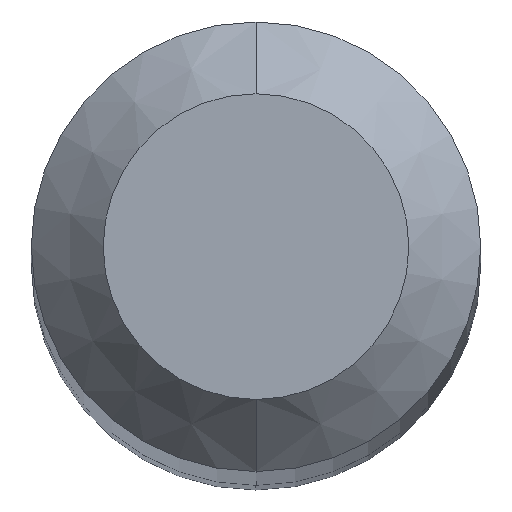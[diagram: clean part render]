
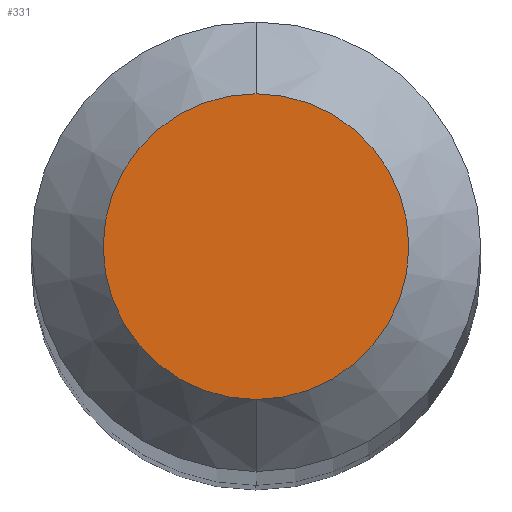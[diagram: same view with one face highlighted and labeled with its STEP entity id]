
A CAD part, top view. The second image highlights one B-rep face of the part: STEP entity #331.
In plain terms, the highlighted planar face has unit normal (0, 0, 1).
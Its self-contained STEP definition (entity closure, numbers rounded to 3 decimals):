
#26 = CARTESIAN_POINT ( 'NONE',  ( 0., -0.425, 30. ) ) ;
#39 = DIRECTION ( 'NONE',  ( 0., 1., 0. ) ) ;
#54 = CIRCLE ( 'NONE', #197, 0.425 ) ;
#95 = EDGE_CURVE ( 'NONE', #203, #196, #54, .T. ) ;
#103 = DIRECTION ( 'NONE',  ( 0., 0., -1. ) ) ;
#109 = CARTESIAN_POINT ( 'NONE',  ( 0., 0.425, 30. ) ) ;
#115 = ORIENTED_EDGE ( 'NONE', *, *, #129, .F. ) ;
#118 = DIRECTION ( 'NONE',  ( 0., 0., -1. ) ) ;
#119 = DIRECTION ( 'NONE',  ( 0., 1., 0. ) ) ;
#129 = EDGE_CURVE ( 'NONE', #196, #203, #271, .T. ) ;
#137 = PLANE ( 'NONE',  #325 ) ;
#164 = FACE_OUTER_BOUND ( 'NONE', #235, .T. ) ;
#185 = AXIS2_PLACEMENT_3D ( 'NONE', #218, #103, #192 ) ;
#192 = DIRECTION ( 'NONE',  ( 0., 1., 0. ) ) ;
#196 = VERTEX_POINT ( 'NONE', #26 ) ;
#197 = AXIS2_PLACEMENT_3D ( 'NONE', #241, #245, #119 ) ;
#203 = VERTEX_POINT ( 'NONE', #109 ) ;
#211 = CARTESIAN_POINT ( 'NONE',  ( 0., 0., 30. ) ) ;
#218 = CARTESIAN_POINT ( 'NONE',  ( 0., 0., 30. ) ) ;
#235 = EDGE_LOOP ( 'NONE', ( #307, #115 ) ) ;
#241 = CARTESIAN_POINT ( 'NONE',  ( 0., 0., 30. ) ) ;
#245 = DIRECTION ( 'NONE',  ( 0., 0., -1. ) ) ;
#271 = CIRCLE ( 'NONE', #185, 0.425 ) ;
#307 = ORIENTED_EDGE ( 'NONE', *, *, #95, .F. ) ;
#325 = AXIS2_PLACEMENT_3D ( 'NONE', #211, #118, #39 ) ;
#331 = ADVANCED_FACE ( 'NONE', ( #164 ), #137, .F. ) ;
